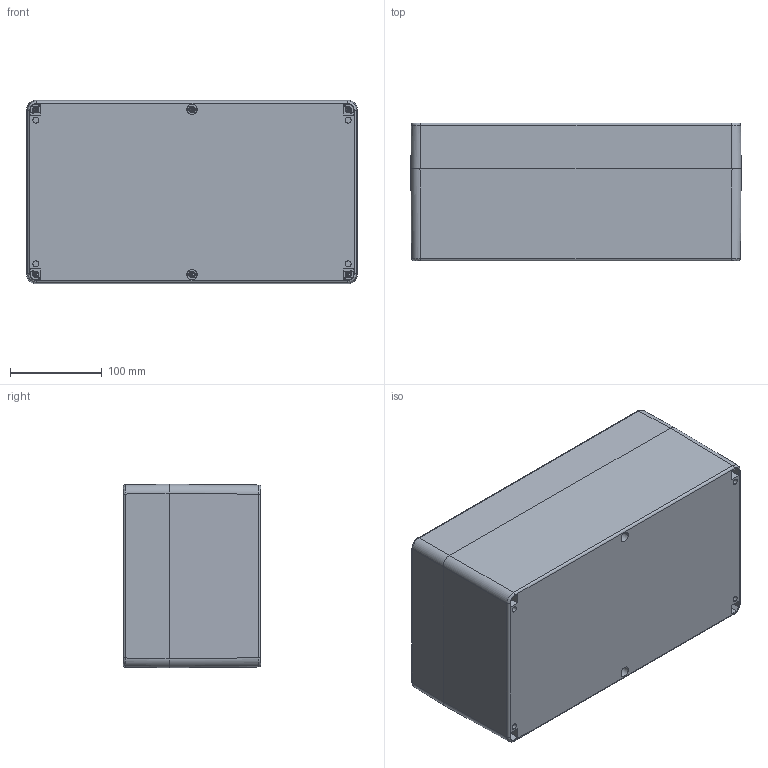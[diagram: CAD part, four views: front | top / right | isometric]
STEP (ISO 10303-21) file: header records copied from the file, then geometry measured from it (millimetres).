
FILE_DESCRIPTION((''),'2;1');
FILE_NAME('CT-881_ASM','2010-09-14T',('M.Fehring'),(''),'PRO/ENGINEER BY PARAMETRIC TECHNOLOGY CORPORATION, 2005070','PRO/ENGINEER BY PARAMETRIC TECHNOLOGY CORPORATION, 2005070','');
FILE_SCHEMA(('AUTOMOTIVE_DESIGN_CC2 { 1 2 10303 214 -1 1 5 2 }'));
Length unit declared in the file: millimetre
Products named in the file (6): CT-881_UNTERTEIL; CT-881_DECKEL; 9501089000_001; 9266003000_EINBAU; 9501089000_ASM; CT-881_ASM
Assembly tree (10 placements, depth 3):
  CT-881_ASM
    CT-881_UNTERTEIL
    CT-881_DECKEL
    9501089000_ASM  x6
      9501089000_001
      9266003000_EINBAU
Bounding box: 360 x 150 x 200 mm (x, y, z)
Volume: 1374014.1 mm3; surface area: 683359.4 mm2
Topology: 14 solids, 14 shells, 1293 faces, 3108 edges, 1869 vertices
Faces by surface type: plane 567, cone 372, cylinder 262, bspline 68, torus 12, sphere 12
Entity records: 39463 total; most frequent: CARTESIAN_POINT 9980, DIRECTION 4800, ORIENTED_EDGE 4532, PRESENTATION_STYLE_ASSIGNMENT 2270, STYLED_ITEM 2270, CURVE_STYLE 2266, EDGE_CURVE 2266, AXIS2_PLACEMENT_3D 1781
